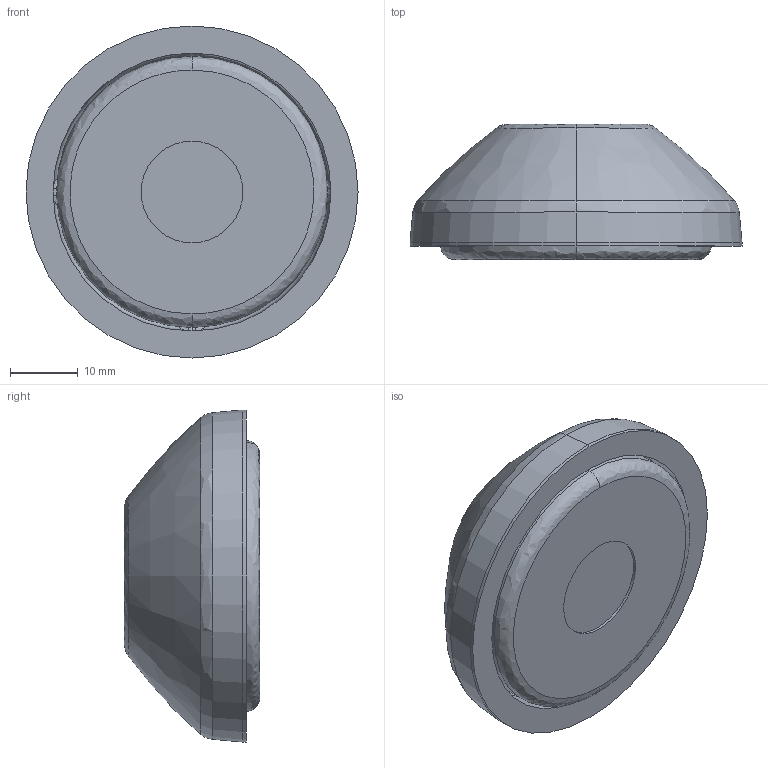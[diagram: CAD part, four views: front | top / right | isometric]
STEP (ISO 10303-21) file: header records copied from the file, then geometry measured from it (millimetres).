
FILE_DESCRIPTION (( 'STEP AP214' ), '1' );
FILE_NAME ('203600107.STEP', '2014-02-18T14:22:48', ( '' ), ( '' ), 'SwSTEP 2.0', 'SolidWorks 2014', '' );
FILE_SCHEMA (( 'AUTOMOTIVE_DESIGN' ));
Length unit declared in the file: millimetre
Products named in the file (1): 203600107
Bounding box: 49 x 20 x 49 mm (x, y, z)
Volume: 20567.1 mm3; surface area: 10848.5 mm2
Topology: 2 solids, 2 shells, 215 faces, 490 edges, 283 vertices
Faces by surface type: bspline 130, cylinder 40, plane 25, cone 20
Entity records: 11389 total; most frequent: CARTESIAN_POINT 4919, ORIENTED_EDGE 976, DIRECTION 700, EDGE_CURVE 488, AXIS2_PLACEMENT_3D 314, VERTEX_POINT 283, CIRCLE 228, EDGE_LOOP 221
